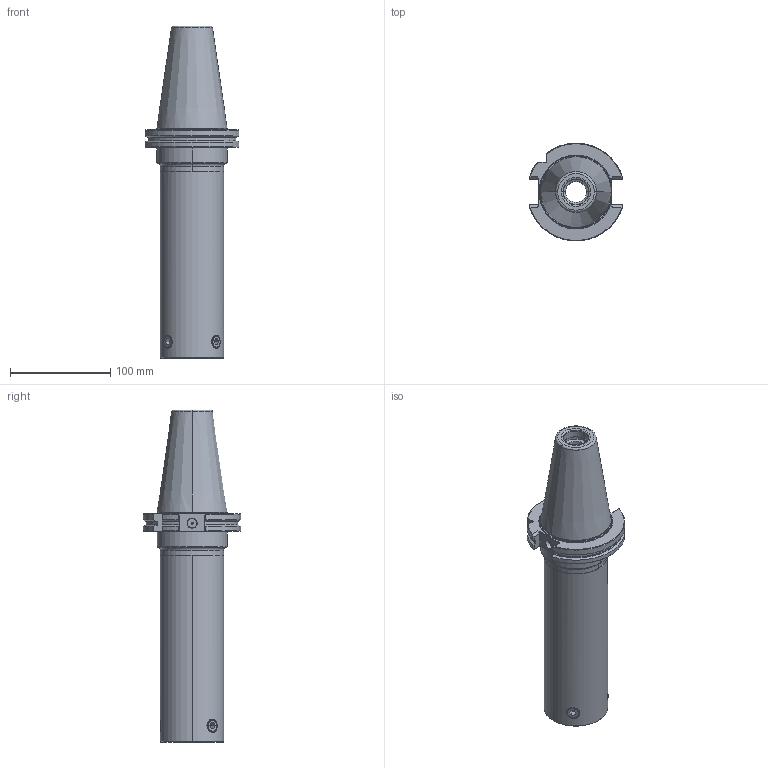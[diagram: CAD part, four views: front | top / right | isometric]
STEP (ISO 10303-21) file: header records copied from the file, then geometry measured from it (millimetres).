
FILE_DESCRIPTION(('no description'),'unknown implementation level');
FILE_NAME('85C77EC2-E3A4-4784-971C-D335A7C052E3_export.stp',' ',('CIMSOURCE GmbH'),('CADClick - KiM GmbH - www.kimweb.de'),'unknown preprocess','ACIS','unknown authorization');
FILE_SCHEMA(('automotive_design'));
Length unit declared in the file: millimetre
Products named in the file (4): 323.865N Kaiser Schaft SK50B_VDxCKN6x260|690.436 Kaiser ETL M12 X 18 CK6;Schnitt-Linear austragen2; 323.865N Kaiser Schaft SK50B_VDxCKN6x260|323.865 Kaiser Schaft SK50B_VDxCKN6x260;Schnitt-Rotation2
Bounding box: 93.52 x 97.27 x 330.6 mm (x, y, z)
Volume: 888625 mm3; surface area: 105875 mm2
Topology: 4 solids, 4 shells, 275 faces, 660 edges, 394 vertices
Faces by surface type: plane 98, cone 80, cylinder 71, torus 26
Entity records: 16018 total; most frequent: CARTESIAN_POINT 2158, DIRECTION 1377, STYLED_ITEM 1323, PRESENTATION_STYLE_ASSIGNMENT 1323, COLOUR_RGB 1323, ORIENTED_EDGE 1300, EDGE_CURVE 650, CURVE_STYLE 650
